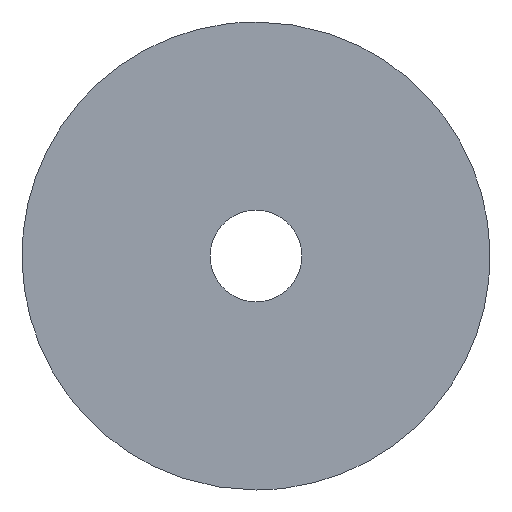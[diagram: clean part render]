
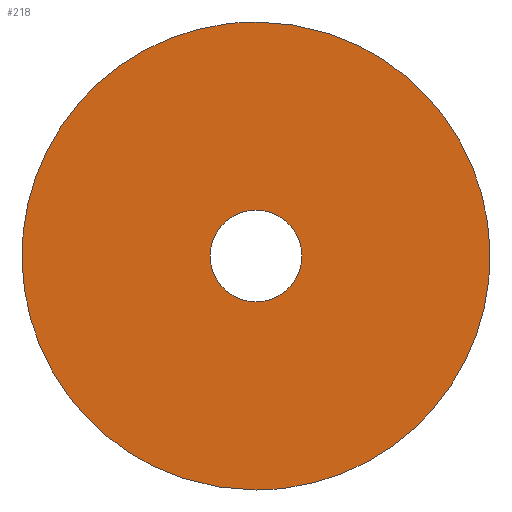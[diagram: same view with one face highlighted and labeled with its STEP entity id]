
A CAD part, front view. The second image highlights one B-rep face of the part: STEP entity #218.
In plain terms, the highlighted planar face has unit normal (0, -1, 0).
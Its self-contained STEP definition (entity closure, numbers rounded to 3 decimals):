
#2 = EDGE_CURVE ( 'NONE', #196, #356, #144, .T. ) ;
#3 = CARTESIAN_POINT ( 'NONE',  ( 7.835, 0., -10.196 ) ) ;
#4 = CARTESIAN_POINT ( 'NONE',  ( -6.421, 0., 11.141 ) ) ;
#6 = CARTESIAN_POINT ( 'NONE',  ( 10.196, 0., -7.835 ) ) ;
#9 = CARTESIAN_POINT ( 'NONE',  ( 11.141, 0., 6.421 ) ) ;
#10 = CARTESIAN_POINT ( 'NONE',  ( -3.337, 0., -12.418 ) ) ;
#11 = CARTESIAN_POINT ( 'NONE',  ( 0., 0., -12.75 ) ) ;
#23 = DIRECTION ( 'NONE',  ( 0., 1., 0. ) ) ;
#30 = CARTESIAN_POINT ( 'NONE',  ( 0., 0., -12.75 ) ) ;
#36 = CARTESIAN_POINT ( 'NONE',  ( 6.421, 0., 11.141 ) ) ;
#38 = ORIENTED_EDGE ( 'NONE', *, *, #379, .F. ) ;
#42 = CARTESIAN_POINT ( 'NONE',  ( -12.75, 0., 1.669 ) ) ;
#44 = CARTESIAN_POINT ( 'NONE',  ( 12.75, 0., -1.669 ) ) ;
#60 = DIRECTION ( 'NONE',  ( 0., 1., 0. ) ) ;
#68 = CARTESIAN_POINT ( 'NONE',  ( 0., 0., 12.75 ) ) ;
#70 = CIRCLE ( 'NONE', #383, 2.5 ) ;
#72 = ORIENTED_EDGE ( 'NONE', *, *, #176, .T. ) ;
#74 = CARTESIAN_POINT ( 'NONE',  ( 7.835, 0., 10.196 ) ) ;
#88 = DIRECTION ( 'NONE',  ( 0., 0., 1. ) ) ;
#92 = EDGE_LOOP ( 'NONE', ( #72, #114 ) ) ;
#102 = CARTESIAN_POINT ( 'NONE',  ( 12.418, 0., -3.337 ) ) ;
#105 = CARTESIAN_POINT ( 'NONE',  ( -10.196, 0., -7.835 ) ) ;
#114 = ORIENTED_EDGE ( 'NONE', *, *, #194, .T. ) ;
#118 = CARTESIAN_POINT ( 'NONE',  ( 0., 0., 0. ) ) ;
#119 = AXIS2_PLACEMENT_3D ( 'NONE', #130, #60, #359 ) ;
#123 = VERTEX_POINT ( 'NONE', #234 ) ;
#130 = CARTESIAN_POINT ( 'NONE',  ( 0., 0., 0. ) ) ;
#134 = CARTESIAN_POINT ( 'NONE',  ( -1.669, 0., -12.75 ) ) ;
#136 = CARTESIAN_POINT ( 'NONE',  ( 3.337, 0., 12.418 ) ) ;
#142 = CARTESIAN_POINT ( 'NONE',  ( -1.669, 0., 12.75 ) ) ;
#144 = B_SPLINE_CURVE_WITH_KNOTS ( 'NONE', 3,
 ( #177, #134, #10, #260, #341, #105, #202, #238, #169, #42, #263, #310, #210, #346, #4, #259, #142, #68 ),
 .UNSPECIFIED., .F., .F.,
 ( 4, 2, 2, 2, 2, 2, 2, 2, 4 ),
 ( 0.5, 0.563, 0.625, 0.688, 0.75, 0.812, 0.875, 0.938, 1. ),
 .UNSPECIFIED. ) ;
#162 = CARTESIAN_POINT ( 'NONE',  ( 0., 0., 2.5 ) ) ;
#166 = EDGE_LOOP ( 'NONE', ( #285, #38 ) ) ;
#169 = CARTESIAN_POINT ( 'NONE',  ( -12.75, 0., -1.669 ) ) ;
#170 = CARTESIAN_POINT ( 'NONE',  ( 10.196, 0., 7.835 ) ) ;
#176 = EDGE_CURVE ( 'NONE', #182, #123, #70, .T. ) ;
#177 = CARTESIAN_POINT ( 'NONE',  ( 0., 0., -12.75 ) ) ;
#182 = VERTEX_POINT ( 'NONE', #162 ) ;
#183 = AXIS2_PLACEMENT_3D ( 'NONE', #306, #226, #228 ) ;
#186 = FACE_BOUND ( 'NONE', #92, .T. ) ;
#194 = EDGE_CURVE ( 'NONE', #123, #182, #380, .T. ) ;
#196 = VERTEX_POINT ( 'NONE', #30 ) ;
#201 = CARTESIAN_POINT ( 'NONE',  ( 0., 0., 12.75 ) ) ;
#202 = CARTESIAN_POINT ( 'NONE',  ( -11.141, 0., -6.421 ) ) ;
#205 = CARTESIAN_POINT ( 'NONE',  ( 6.421, 0., -11.141 ) ) ;
#210 = CARTESIAN_POINT ( 'NONE',  ( -10.196, 0., 7.835 ) ) ;
#218 = ADVANCED_FACE ( 'NONE', ( #186, #385 ), #252, .F. ) ;
#226 = DIRECTION ( 'NONE',  ( 0., 1., 0. ) ) ;
#228 = DIRECTION ( 'NONE',  ( 0., 0., 1. ) ) ;
#233 = CARTESIAN_POINT ( 'NONE',  ( 3.337, 0., -12.418 ) ) ;
#234 = CARTESIAN_POINT ( 'NONE',  ( 0., 0., -2.5 ) ) ;
#237 = CARTESIAN_POINT ( 'NONE',  ( 0., 0., 12.75 ) ) ;
#238 = CARTESIAN_POINT ( 'NONE',  ( -12.418, 0., -3.337 ) ) ;
#252 = PLANE ( 'NONE',  #119 ) ;
#258 = CARTESIAN_POINT ( 'NONE',  ( 11.141, 0., -6.421 ) ) ;
#259 = CARTESIAN_POINT ( 'NONE',  ( -3.337, 0., 12.418 ) ) ;
#260 = CARTESIAN_POINT ( 'NONE',  ( -6.421, 0., -11.141 ) ) ;
#263 = CARTESIAN_POINT ( 'NONE',  ( -12.418, 0., 3.337 ) ) ;
#285 = ORIENTED_EDGE ( 'NONE', *, *, #2, .F. ) ;
#287 = CARTESIAN_POINT ( 'NONE',  ( 1.669, 0., -12.75 ) ) ;
#306 = CARTESIAN_POINT ( 'NONE',  ( 0., 0., 0. ) ) ;
#310 = CARTESIAN_POINT ( 'NONE',  ( -11.141, 0., 6.421 ) ) ;
#312 = CARTESIAN_POINT ( 'NONE',  ( 1.669, 0., 12.75 ) ) ;
#341 = CARTESIAN_POINT ( 'NONE',  ( -7.835, 0., -10.196 ) ) ;
#346 = CARTESIAN_POINT ( 'NONE',  ( -7.835, 0., 10.196 ) ) ;
#348 = CARTESIAN_POINT ( 'NONE',  ( 12.418, 0., 3.337 ) ) ;
#352 = B_SPLINE_CURVE_WITH_KNOTS ( 'NONE', 3,
 ( #237, #312, #136, #36, #74, #170, #9, #348, #365, #44, #102, #258, #6, #3, #205, #233, #287, #11 ),
 .UNSPECIFIED., .F., .F.,
 ( 4, 2, 2, 2, 2, 2, 2, 2, 4 ),
 ( 0., 0.063, 0.125, 0.188, 0.25, 0.313, 0.375, 0.438, 0.5 ),
 .UNSPECIFIED. ) ;
#356 = VERTEX_POINT ( 'NONE', #201 ) ;
#359 = DIRECTION ( 'NONE',  ( 0., 0., 1. ) ) ;
#365 = CARTESIAN_POINT ( 'NONE',  ( 12.75, 0., 1.669 ) ) ;
#379 = EDGE_CURVE ( 'NONE', #356, #196, #352, .T. ) ;
#380 = CIRCLE ( 'NONE', #183, 2.5 ) ;
#383 = AXIS2_PLACEMENT_3D ( 'NONE', #118, #23, #88 ) ;
#385 = FACE_OUTER_BOUND ( 'NONE', #166, .T. ) ;
